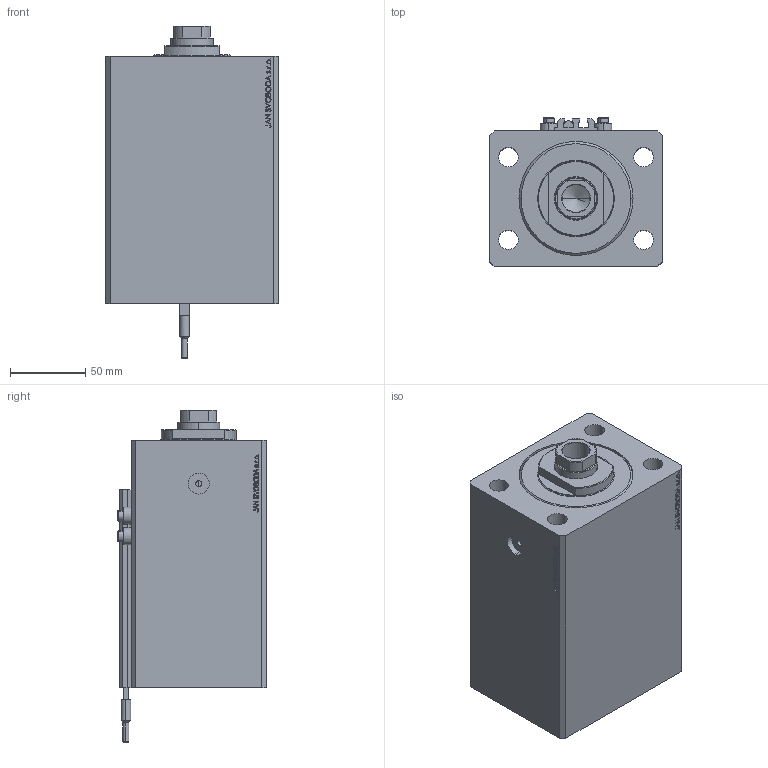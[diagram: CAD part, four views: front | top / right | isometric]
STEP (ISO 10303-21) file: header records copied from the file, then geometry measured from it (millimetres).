
FILE_DESCRIPTION (( 'STEP AP203' ), '1' );
FILE_NAME ('fa16.STEP', '2024-11-04T12:10:24', ( '' ), ( '' ), 'SwSTEP 2.0', 'SolidWorks 2019', '' );
FILE_SCHEMA (( 'CONFIG_CONTROL_DESIGN' ));
Length unit declared in the file: millimetre
Products named in the file (6): fa16; ALLEN BOLT V250CE b88d6fe3a39acd7c8e019b0b0d9df351; SWITCH_V250CE b88d6fe3a39acd7c8e019b0b0d9df351; V250CE_C_Body b88d6fe3a39acd7c8e019b0b0d9df351; V250CE_VC_C b88d6fe3a39acd7c8e019b0b0d9df351; V250CE_C_VCP b88d6fe3a39acd7c8e019b0b0d9df351
Assembly tree (8 placements, depth 2):
  fa16
    V250CE_C_Body b88d6fe3a39acd7c8e019b0b0d9df351
    ALLEN BOLT V250CE b88d6fe3a39acd7c8e019b0b0d9df351  x4
    V250CE_C_VCP b88d6fe3a39acd7c8e019b0b0d9df351
    V250CE_VC_C b88d6fe3a39acd7c8e019b0b0d9df351
    SWITCH_V250CE b88d6fe3a39acd7c8e019b0b0d9df351
Bounding box: 115 x 99 x 221 mm (x, y, z)
Volume: 1443639.7 mm3; surface area: 206738.5 mm2
Topology: 9 solids, 9 shells, 1064 faces, 2664 edges, 1737 vertices
Faces by surface type: plane 520, bspline 374, cylinder 94, cone 60, torus 16
Entity records: 48151 total; most frequent: CARTESIAN_POINT 26011, ORIENTED_EDGE 5018, DIRECTION 3191, EDGE_CURVE 2509, VERTEX_POINT 1653, VECTOR 1521, LINE 1521, EDGE_LOOP 1114
